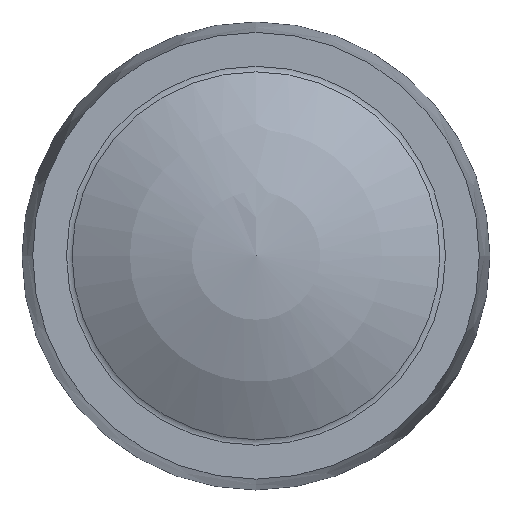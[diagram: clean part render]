
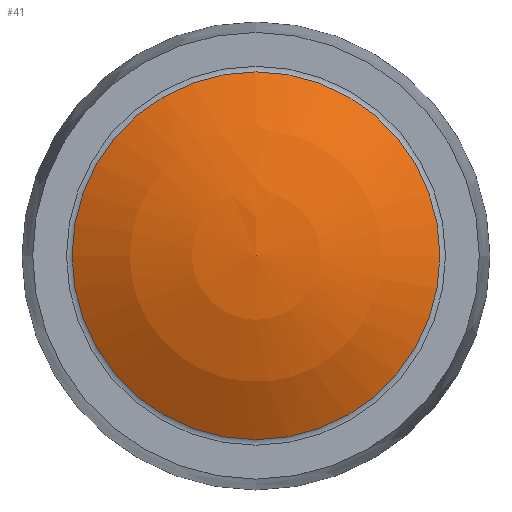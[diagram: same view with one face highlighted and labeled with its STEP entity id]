
A CAD part, top view. The second image highlights one B-rep face of the part: STEP entity #41.
In plain terms, the highlighted spherical face has radius 16.562 mm.
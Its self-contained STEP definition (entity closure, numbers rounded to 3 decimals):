
#41 = ADVANCED_FACE( '', ( #90 ), #91, .T. );
#90 = FACE_OUTER_BOUND( '', #156, .T. );
#91 = SPHERICAL_SURFACE( '', #157, 16.563 );
#156 = EDGE_LOOP( '', ( #218 ) );
#157 = AXIS2_PLACEMENT_3D( '', #219, #220, #221 );
#218 = ORIENTED_EDGE( '', *, *, #302, .T. );
#219 = CARTESIAN_POINT( '', ( 0., 0.02, -0.562 ) );
#220 = DIRECTION( '', ( 0., 0., 1. ) );
#221 = DIRECTION( '', ( 0., 1., 0. ) );
#302 = EDGE_CURVE( '', #333, #333, #334, .F. );
#333 = VERTEX_POINT( '', #376 );
#334 = CIRCLE( '', #377, 8.631 );
#376 = CARTESIAN_POINT( '', ( -8.631, 0.02, 13.573 ) );
#377 = AXIS2_PLACEMENT_3D( '', #419, #420, #421 );
#419 = CARTESIAN_POINT( '', ( 0., 0.02, 13.573 ) );
#420 = DIRECTION( '', ( 0., 0., -1. ) );
#421 = DIRECTION( '', ( -1., 0., 0. ) );
